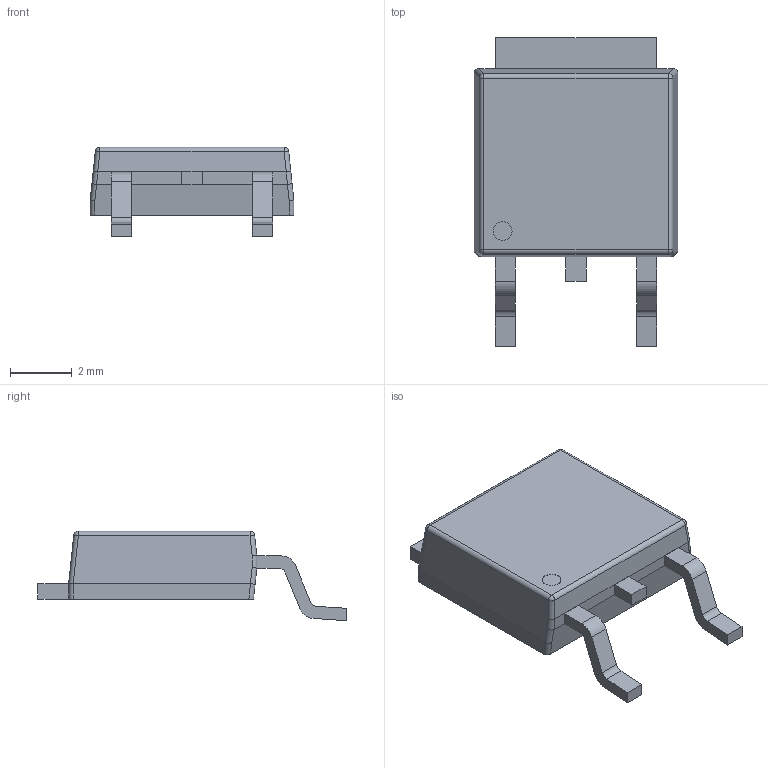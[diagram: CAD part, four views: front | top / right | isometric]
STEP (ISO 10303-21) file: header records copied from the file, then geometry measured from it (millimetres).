
FILE_DESCRIPTION (( 'STEP AP214' ), '1' );
FILE_NAME ('RB095BM-40FHTL.STEP', '2022-12-20T23:14:22', ( '' ), ( '' ), 'SwSTEP 2.0', 'SolidWorks 2022', '' );
FILE_SCHEMA (( 'AUTOMOTIVE_DESIGN' ));
Length unit declared in the file: millimetre
Products named in the file (1): RB095BM-40FHTL
Bounding box: 6.6 x 10 x 2.9 mm (x, y, z)
Volume: 89.9 mm3; surface area: 218.5 mm2
Topology: 6 solids, 6 shells, 88 faces, 211 edges, 136 vertices
Faces by surface type: plane 55, cylinder 29, sphere 4
Entity records: 3130 total; most frequent: CARTESIAN_POINT 496, ORIENTED_EDGE 422, DIRECTION 409, EDGE_CURVE 211, LINE 151, VECTOR 151, VERTEX_POINT 136, AXIS2_PLACEMENT_3D 129
